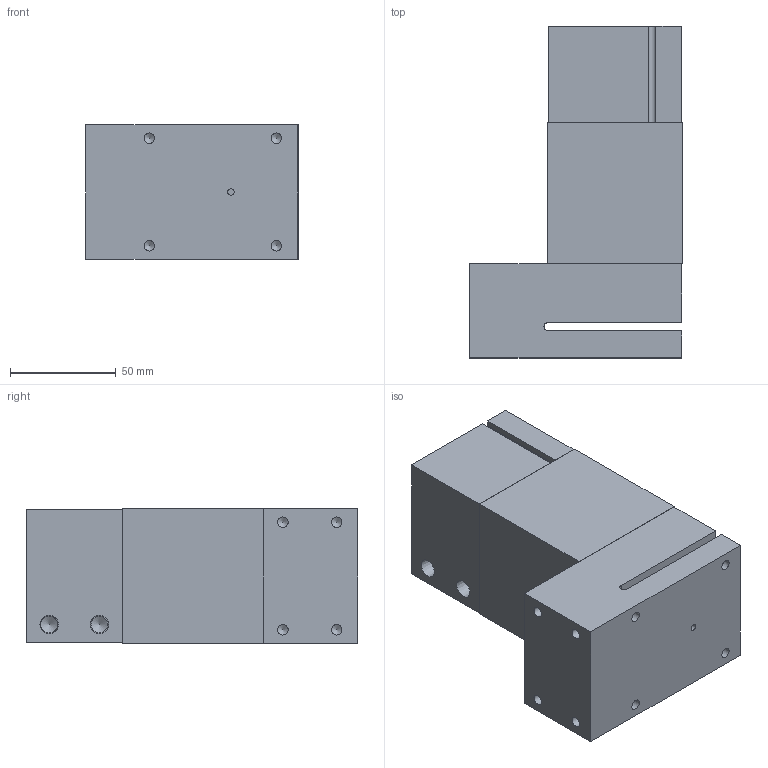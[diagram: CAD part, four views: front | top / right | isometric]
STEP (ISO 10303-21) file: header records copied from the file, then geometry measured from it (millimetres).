
FILE_DESCRIPTION(/* description */ (''),/* implementation_level */ '2;1');
FILE_NAME(/* name */ 'UP-20.stp',/* time_stamp */ '2018-01-18T14:01:27-05:00',/* author */ ('ppanana'),/* organization */ (''),/* preprocessor_version */ 'ST-DEVELOPER v16.1',/* originating_system */ 'Autodesk Inventor 2016',/* authorisation */ '');
FILE_SCHEMA (('CONFIG_CONTROL_DESIGN'));
Length unit declared in the file: inch
Products named in the file (1): UP-20 SOLID MODEL
Bounding box: 100.25 x 156.59 x 63.5 mm (x, y, z)
Surface area: 117338.7 mm2 (no closed solid volume)
Topology: 0 solids, 17 shells, 384 faces, 892 edges, 584 vertices
Faces by surface type: plane 229, cylinder 81, bspline 42, cone 32
Full cylindrical faces by diameter (mm): 2.459 x4, 3 x7, 3.4 x4, 4.917 x14, 5.5 x4, 6 x4, 6.467 x1, 6.6 x4, 7.95 x2, 8.376 x2, 10 x5, 11 x2, 11.1 x2, 16 x2, 38.1 x1, 47.625 x1, 50 x1
Entity records: 10919 total; most frequent: CARTESIAN_POINT 2373, ORIENTED_EDGE 1540, DIRECTION 1536, EDGE_CURVE 770, VERTEX_POINT 554, EDGE_LOOP 546, LINE 522, VECTOR 522
